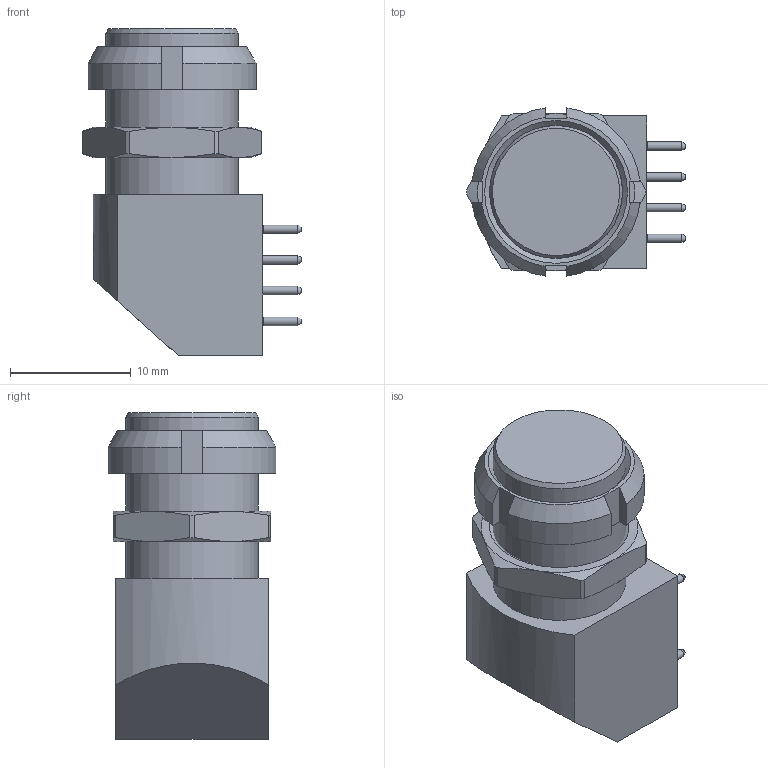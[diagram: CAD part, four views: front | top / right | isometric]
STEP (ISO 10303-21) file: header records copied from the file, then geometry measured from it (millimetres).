
FILE_DESCRIPTION(/* description */ ('STEP AP242','CAx-IF Rec.Pracs.---Representation and Presentation of Product Manufacturing Information (PMI)---4.0---2014-10-13','CAx-IF Rec.Pracs.---3D Tessellated Geometry---0.4---2014-09-14','2;1'),/* implementation_level */ '2;1');
FILE_NAME(/* name */ 'EXP.1S.304.HLN',/* time_stamp */ '2024-04-24T12:42:30+02:00',/* author */ ('License CC BY-ND 4.0'),/* organization */ ('CADENAS'),/* preprocessor_version */ 'ST-DEVELOPER v19.3',/* originating_system */ 'PARTsolutions',/* authorisation */ ' ');
FILE_SCHEMA (('AP242_MANAGED_MODEL_BASED_3D_ENGINEERING_MIM_LF { 1 0 10303 442 1 1 4 }'));
Length unit declared in the file: millimetre
Products named in the file (4): EXP.1S.304.HLN; EXP.1S.304.HLN_PART1; EXP.1S.304.HLN_PART2; EXP.1S.304.HLN_PART3
Assembly tree (3 placements, depth 2):
  EXP.1S.304.HLN
    EXP.1S.304.HLN_PART1
    EXP.1S.304.HLN_PART2
    EXP.1S.304.HLN_PART3
Bounding box: 18.1 x 13.88 x 27 mm (x, y, z)
Volume: 3613.4 mm3; surface area: 2101.1 mm2
Topology: 3 solids, 3 shells, 92 faces, 215 edges, 138 vertices
Faces by surface type: plane 37, cone 33, cylinder 22
Full cylindrical faces by diameter (mm): 0.7 x8, 10.5 x1, 10.98 x1, 11 x1
Entity records: 2703 total; most frequent: CARTESIAN_POINT 459, DIRECTION 411, ORIENTED_EDGE 348, EDGE_CURVE 174, AXIS2_PLACEMENT_3D 173, EDGE_LOOP 133, FACE_BOUND 133, VERTEX_POINT 125
